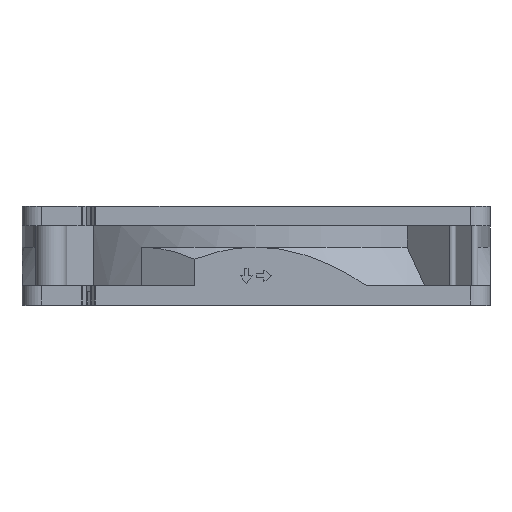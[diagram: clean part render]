
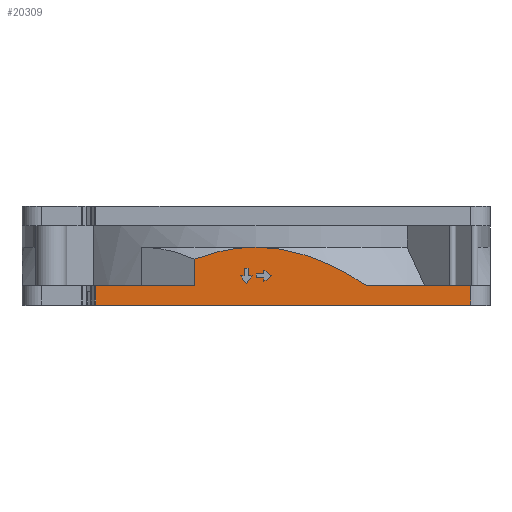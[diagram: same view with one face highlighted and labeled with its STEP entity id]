
A CAD part, top view. The second image highlights one B-rep face of the part: STEP entity #20309.
In plain terms, the highlighted planar face has unit normal (0, 0, 1).
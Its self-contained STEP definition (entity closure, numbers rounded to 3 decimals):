
#693=DIRECTION('',(1.,0.,0.));
#694=VECTOR('',#693,96.052);
#695=CARTESIAN_POINT('',(-41.052,0.,60.));
#696=LINE('',#695,#694);
#3224=DIRECTION('',(0.,1.,0.));
#3225=VECTOR('',#3224,5.);
#3226=CARTESIAN_POINT('',(55.,0.,60.));
#3227=LINE('',#3226,#3225);
#3404=DIRECTION('',(1.,0.,0.));
#3405=VECTOR('',#3404,25.369);
#3406=CARTESIAN_POINT('',(-41.052,5.,60.));
#3407=LINE('',#3406,#3405);
#3408=CARTESIAN_POINT('',(-15.682,11.746,60.));
#3409=CARTESIAN_POINT('',(-13.845,12.468,60.));
#3410=CARTESIAN_POINT('',(-10.229,13.65,60.));
#3411=CARTESIAN_POINT('',(-5.064,14.661,60.));
#3412=CARTESIAN_POINT('',(-1.673,14.881,60.));
#3413=CARTESIAN_POINT('',(0.,14.881,60.));
#3415=CARTESIAN_POINT('',(0.,14.881,60.));
#3416=CARTESIAN_POINT('',(1.655,14.881,60.));
#3417=CARTESIAN_POINT('',(4.97,14.67,60.));
#3418=CARTESIAN_POINT('',(10.058,13.688,60.));
#3419=CARTESIAN_POINT('',(14.974,12.096,60.));
#3420=CARTESIAN_POINT('',(19.075,10.345,60.));
#3421=CARTESIAN_POINT('',(23.624,7.983,60.));
#3422=CARTESIAN_POINT('',(26.737,6.058,60.));
#3423=CARTESIAN_POINT('',(28.33,5.,60.));
#3425=DIRECTION('',(1.,0.,0.));
#3426=VECTOR('',#3425,26.67);
#3427=CARTESIAN_POINT('',(28.33,5.,60.));
#3428=LINE('',#3427,#3426);
#3429=DIRECTION('',(0.6,-0.8,0.));
#3430=VECTOR('',#3429,2.5);
#3431=CARTESIAN_POINT('',(-4.,7.5,60.));
#3432=LINE('',#3431,#3430);
#3433=DIRECTION('',(0.6,0.8,0.));
#3434=VECTOR('',#3433,2.5);
#3435=CARTESIAN_POINT('',(-2.5,5.5,60.));
#3436=LINE('',#3435,#3434);
#3437=DIRECTION('',(0.8,0.6,0.));
#3438=VECTOR('',#3437,2.5);
#3439=CARTESIAN_POINT('',(2.,6.,60.));
#3440=LINE('',#3439,#3438);
#3441=DIRECTION('',(-0.8,0.6,0.));
#3442=VECTOR('',#3441,2.5);
#3443=CARTESIAN_POINT('',(4.,7.5,60.));
#3444=LINE('',#3443,#3442);
#3449=DIRECTION('',(0.,-1.,0.));
#3450=VECTOR('',#3449,5.);
#3451=CARTESIAN_POINT('',(-41.052,5.,60.));
#3452=LINE('',#3451,#3450);
#3868=DIRECTION('',(0.,-1.,0.));
#3869=VECTOR('',#3868,6.746);
#3870=CARTESIAN_POINT('',(-15.682,11.746,60.));
#3871=LINE('',#3870,#3869);
#3901=DIRECTION('',(1.,0.,0.));
#3902=VECTOR('',#3901,1.);
#3903=CARTESIAN_POINT('',(-2.,7.5,60.));
#3904=LINE('',#3903,#3902);
#3917=DIRECTION('',(1.,0.,0.));
#3918=VECTOR('',#3917,1.);
#3919=CARTESIAN_POINT('',(-4.,7.5,60.));
#3920=LINE('',#3919,#3918);
#3925=DIRECTION('',(0.,1.,0.));
#3926=VECTOR('',#3925,2.);
#3927=CARTESIAN_POINT('',(-3.,7.5,60.));
#3928=LINE('',#3927,#3926);
#3933=DIRECTION('',(1.,0.,0.));
#3934=VECTOR('',#3933,1.);
#3935=CARTESIAN_POINT('',(-3.,9.5,60.));
#3936=LINE('',#3935,#3934);
#3941=DIRECTION('',(0.,-1.,0.));
#3942=VECTOR('',#3941,2.);
#3943=CARTESIAN_POINT('',(-2.,9.5,60.));
#3944=LINE('',#3943,#3942);
#3977=DIRECTION('',(-1.,0.,0.));
#3978=VECTOR('',#3977,2.);
#3979=CARTESIAN_POINT('',(2.,7.,60.));
#3980=LINE('',#3979,#3978);
#3985=DIRECTION('',(0.,1.,0.));
#3986=VECTOR('',#3985,1.);
#3987=CARTESIAN_POINT('',(0.,7.,60.));
#3988=LINE('',#3987,#3986);
#3993=DIRECTION('',(1.,0.,0.));
#3994=VECTOR('',#3993,2.);
#3995=CARTESIAN_POINT('',(0.,8.,60.));
#3996=LINE('',#3995,#3994);
#4001=DIRECTION('',(0.,1.,0.));
#4002=VECTOR('',#4001,1.);
#4003=CARTESIAN_POINT('',(2.,8.,60.));
#4004=LINE('',#4003,#4002);
#4017=DIRECTION('',(0.,1.,0.));
#4018=VECTOR('',#4017,1.);
#4019=CARTESIAN_POINT('',(2.,6.,60.));
#4020=LINE('',#4019,#4018);
#13515=CARTESIAN_POINT('',(-41.052,0.,60.));
#13516=VERTEX_POINT('',#13515);
#13517=CARTESIAN_POINT('',(55.,0.,60.));
#13518=VERTEX_POINT('',#13517);
#13949=CARTESIAN_POINT('',(55.,5.,60.));
#13950=VERTEX_POINT('',#13949);
#13951=CARTESIAN_POINT('',(28.33,5.,60.));
#13952=VERTEX_POINT('',#13951);
#13995=CARTESIAN_POINT('',(-15.682,5.,60.));
#13996=VERTEX_POINT('',#13995);
#13997=CARTESIAN_POINT('',(-41.052,5.,60.));
#13998=VERTEX_POINT('',#13997);
#15133=CARTESIAN_POINT('',(0.,14.881,60.));
#15134=VERTEX_POINT('',#15133);
#15143=VERTEX_POINT('',#3408);
#15320=CARTESIAN_POINT('',(-2.,7.5,60.));
#15321=CARTESIAN_POINT('',(-1.,7.5,60.));
#15322=VERTEX_POINT('',#15320);
#15323=VERTEX_POINT('',#15321);
#15324=CARTESIAN_POINT('',(-2.,9.5,60.));
#15325=VERTEX_POINT('',#15324);
#15326=CARTESIAN_POINT('',(-3.,9.5,60.));
#15327=VERTEX_POINT('',#15326);
#15328=CARTESIAN_POINT('',(-3.,7.5,60.));
#15329=VERTEX_POINT('',#15328);
#15330=CARTESIAN_POINT('',(-4.,7.5,60.));
#15331=VERTEX_POINT('',#15330);
#15332=CARTESIAN_POINT('',(-2.5,5.5,60.));
#15333=VERTEX_POINT('',#15332);
#15334=CARTESIAN_POINT('',(2.,7.,60.));
#15335=CARTESIAN_POINT('',(0.,7.,60.));
#15336=VERTEX_POINT('',#15334);
#15337=VERTEX_POINT('',#15335);
#15338=CARTESIAN_POINT('',(2.,6.,60.));
#15339=VERTEX_POINT('',#15338);
#15340=CARTESIAN_POINT('',(4.,7.5,60.));
#15341=VERTEX_POINT('',#15340);
#15342=CARTESIAN_POINT('',(2.,9.,60.));
#15343=VERTEX_POINT('',#15342);
#15344=CARTESIAN_POINT('',(2.,8.,60.));
#15345=VERTEX_POINT('',#15344);
#15346=CARTESIAN_POINT('',(0.,8.,60.));
#15347=VERTEX_POINT('',#15346);
#20258=CARTESIAN_POINT('',(55.,25.4,60.));
#20259=DIRECTION('',(0.,0.,-1.));
#20260=DIRECTION('',(-1.,0.,0.));
#20261=AXIS2_PLACEMENT_3D('',#20258,#20259,#20260);
#20262=PLANE('',#20261);
#20264=ORIENTED_EDGE('',*,*,#20263,.F.);
#20266=ORIENTED_EDGE('',*,*,#20265,.T.);
#20268=ORIENTED_EDGE('',*,*,#20267,.F.);
#20270=ORIENTED_EDGE('',*,*,#20269,.T.);
#20271=ORIENTED_EDGE('',*,*,#20251,.T.);
#20272=ORIENTED_EDGE('',*,*,#20089,.T.);
#20273=ORIENTED_EDGE('',*,*,#20067,.F.);
#20274=ORIENTED_EDGE('',*,*,#17743,.F.);
#20275=EDGE_LOOP('',(#20264,#20266,#20268,#20270,#20271,#20272,#20273,#20274));
#20276=FACE_OUTER_BOUND('',#20275,.F.);
#20278=ORIENTED_EDGE('',*,*,#20277,.F.);
#20280=ORIENTED_EDGE('',*,*,#20279,.F.);
#20282=ORIENTED_EDGE('',*,*,#20281,.F.);
#20284=ORIENTED_EDGE('',*,*,#20283,.F.);
#20286=ORIENTED_EDGE('',*,*,#20285,.F.);
#20288=ORIENTED_EDGE('',*,*,#20287,.T.);
#20290=ORIENTED_EDGE('',*,*,#20289,.T.);
#20291=EDGE_LOOP('',(#20278,#20280,#20282,#20284,#20286,#20288,#20290));
#20292=FACE_BOUND('',#20291,.F.);
#20294=ORIENTED_EDGE('',*,*,#20293,.F.);
#20296=ORIENTED_EDGE('',*,*,#20295,.F.);
#20298=ORIENTED_EDGE('',*,*,#20297,.T.);
#20300=ORIENTED_EDGE('',*,*,#20299,.T.);
#20302=ORIENTED_EDGE('',*,*,#20301,.F.);
#20304=ORIENTED_EDGE('',*,*,#20303,.F.);
#20306=ORIENTED_EDGE('',*,*,#20305,.F.);
#20307=EDGE_LOOP('',(#20294,#20296,#20298,#20300,#20302,#20304,#20306));
#20308=FACE_BOUND('',#20307,.F.);
#20309=ADVANCED_FACE('',(#20276,#20292,#20308),#20262,.F.);
#3414=B_SPLINE_CURVE_WITH_KNOTS('',3,(#3408,#3409,#3410,#3411,#3412,#3413),
.UNSPECIFIED.,.F.,.F.,(4,1,1,4),(0.,0.333,0.667,1.),
.UNSPECIFIED.);
#3424=B_SPLINE_CURVE_WITH_KNOTS('',3,(#3415,#3416,#3417,#3418,#3419,#3420,#3421,
#3422,#3423),.UNSPECIFIED.,.F.,.F.,(4,1,1,1,1,1,4),(0.,0.167,
0.333,0.5,0.667,0.833,1.),
.UNSPECIFIED.);
#17743=EDGE_CURVE('',#13516,#13518,#696,.T.);
#20067=EDGE_CURVE('',#13518,#13950,#3227,.T.);
#20089=EDGE_CURVE('',#13952,#13950,#3428,.T.);
#20251=EDGE_CURVE('',#15134,#13952,#3424,.T.);
#20263=EDGE_CURVE('',#13998,#13516,#3452,.T.);
#20265=EDGE_CURVE('',#13998,#13996,#3407,.T.);
#20267=EDGE_CURVE('',#15143,#13996,#3871,.T.);
#20269=EDGE_CURVE('',#15143,#15134,#3414,.T.);
#20277=EDGE_CURVE('',#15322,#15323,#3904,.T.);
#20279=EDGE_CURVE('',#15325,#15322,#3944,.T.);
#20281=EDGE_CURVE('',#15327,#15325,#3936,.T.);
#20283=EDGE_CURVE('',#15329,#15327,#3928,.T.);
#20285=EDGE_CURVE('',#15331,#15329,#3920,.T.);
#20287=EDGE_CURVE('',#15331,#15333,#3432,.T.);
#20289=EDGE_CURVE('',#15333,#15323,#3436,.T.);
#20293=EDGE_CURVE('',#15336,#15337,#3980,.T.);
#20295=EDGE_CURVE('',#15339,#15336,#4020,.T.);
#20297=EDGE_CURVE('',#15339,#15341,#3440,.T.);
#20299=EDGE_CURVE('',#15341,#15343,#3444,.T.);
#20301=EDGE_CURVE('',#15345,#15343,#4004,.T.);
#20303=EDGE_CURVE('',#15347,#15345,#3996,.T.);
#20305=EDGE_CURVE('',#15337,#15347,#3988,.T.);
